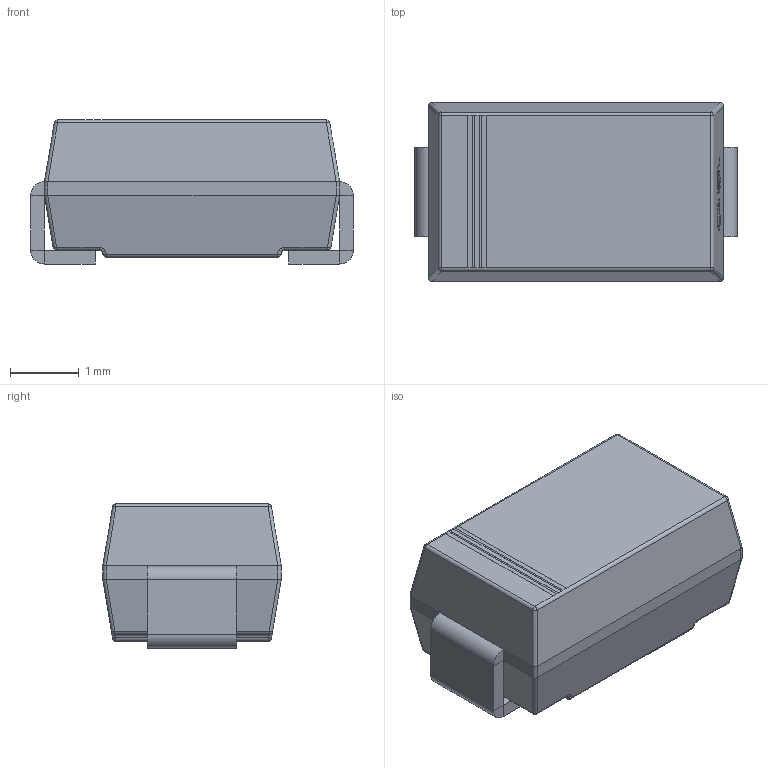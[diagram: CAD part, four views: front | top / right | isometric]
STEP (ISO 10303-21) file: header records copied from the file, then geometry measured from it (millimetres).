
FILE_DESCRIPTION (( 'STEP AP214' ), '1' );
FILE_NAME ('SMA_L4.3-W2.6-LS5.2-RD.step', '2025-03-31T07:54:52', ( '' ), ( '' ), 'SwSTEP 2.0', 'SolidWorks 2021', '' );
FILE_SCHEMA (( 'AUTOMOTIVE_DESIGN' ));
Length unit declared in the file: millimetre
Products named in the file (1): SMA_L4.3-W2.6-LS5.2-RD
Bounding box: 4.7 x 2.6 x 2.1 mm (x, y, z)
Volume: 21.2 mm3; surface area: 52.7 mm2
Topology: 14 solids, 14 shells, 341 faces, 863 edges, 546 vertices
Faces by surface type: plane 195, bspline 102, cylinder 32, sphere 12
Entity records: 14535 total; most frequent: CARTESIAN_POINT 3197, ORIENTED_EDGE 1726, DIRECTION 1159, EDGE_CURVE 863, VECTOR 583, LINE 583, VERTEX_POINT 546, UNCERTAINTY_MEASURE_WITH_UNIT 357
